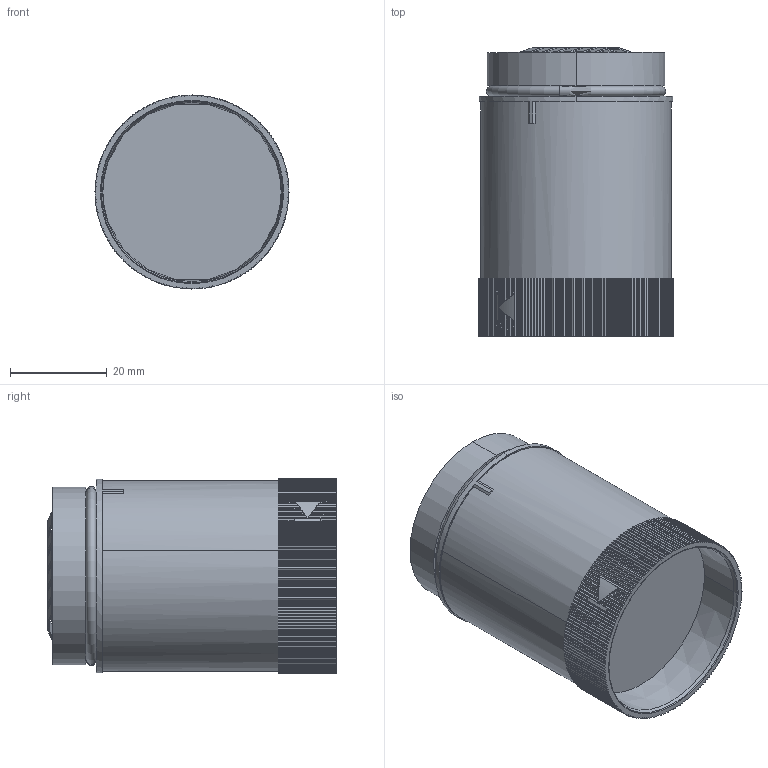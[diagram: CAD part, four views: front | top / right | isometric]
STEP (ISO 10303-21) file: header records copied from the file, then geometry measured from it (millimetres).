
FILE_DESCRIPTION((''),'2;1');
FILE_NAME('CAD-8008','2021-10-07T10:52:42',('creinig-se'),(''),'CREO PARAMETRIC BY PTC INC, 2019292','CREO PARAMETRIC BY PTC INC, 2019292','');
FILE_SCHEMA(('CONFIG_CONTROL_DESIGN','SHAPE_APPEARANCE_LAYERS_GROUPS'));
Length unit declared in the file: millimetre
Products named in the file (1): CAD-8008
Bounding box: 40.06 x 59.65 x 40.06 mm (x, y, z)
Volume: 60433.5 mm3; surface area: 11838.3 mm2
Topology: 1 solids, 1 shells, 770 faces, 2159 edges, 1393 vertices
Faces by surface type: plane 520, cylinder 231, cone 11, torus 8
Entity records: 38533 total; most frequent: CARTESIAN_POINT 4466, ORIENTED_EDGE 4318, DIRECTION 4138, PRESENTATION_STYLE_ASSIGNMENT 2772, STYLED_ITEM 2160, CURVE_STYLE 2159, EDGE_CURVE 2159, VECTOR 1620
